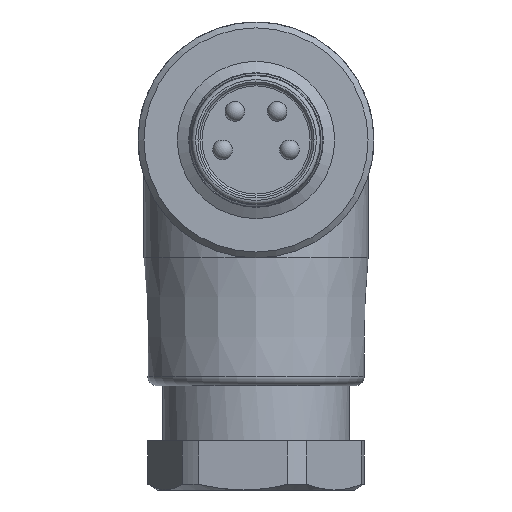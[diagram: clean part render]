
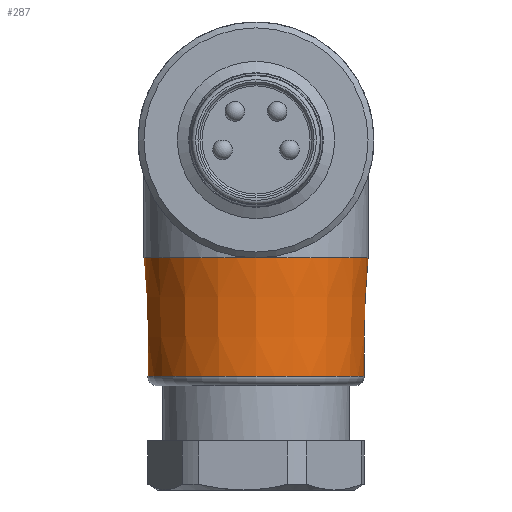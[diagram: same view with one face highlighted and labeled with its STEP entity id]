
A CAD part, left-side view. The second image highlights one B-rep face of the part: STEP entity #287.
In plain terms, the highlighted conical face has half-angle 1.762 degrees and reference radius 5.5 mm.
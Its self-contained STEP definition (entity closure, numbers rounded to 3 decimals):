
#188=CONICAL_SURFACE('',#1283,5.5,1.762);
#287=ADVANCED_FACE('',(#420,#421),#188,.T.);
#420=FACE_BOUND('',#534,.T.);
#421=FACE_BOUND('',#535,.T.);
#534=EDGE_LOOP('',(#734));
#535=EDGE_LOOP('',(#735));
#734=ORIENTED_EDGE('',*,*,#1028,.T.);
#735=ORIENTED_EDGE('',*,*,#1021,.F.);
#898=VERTEX_POINT('',#1911);
#908=VERTEX_POINT('',#2004);
#1021=EDGE_CURVE('',#898,#898,#1131,.T.);
#1028=EDGE_CURVE('',#908,#908,#1137,.T.);
#1131=CIRCLE('',#1268,5.7);
#1137=CIRCLE('',#1282,5.515);
#1268=AXIS2_PLACEMENT_3D('',#1946,#1561,#1562);
#1282=AXIS2_PLACEMENT_3D('',#2003,#1589,#1590);
#1283=AXIS2_PLACEMENT_3D('',#2005,#1591,#1592);
#1561=DIRECTION('',(0.,0.,1.));
#1562=DIRECTION('',(-1.,0.,0.));
#1589=DIRECTION('',(0.,0.,1.));
#1590=DIRECTION('',(-1.,0.,0.));
#1591=DIRECTION('',(0.,0.,1.));
#1592=DIRECTION('',(1.,0.,0.));
#1911=CARTESIAN_POINT('',(18.2,0.,-6.));
#1946=CARTESIAN_POINT('',(12.5,0.,-6.));
#2003=CARTESIAN_POINT('',(12.5,0.,-12.015));
#2004=CARTESIAN_POINT('',(6.985,0.,-12.015));
#2005=CARTESIAN_POINT('',(12.5,0.,-12.5));
